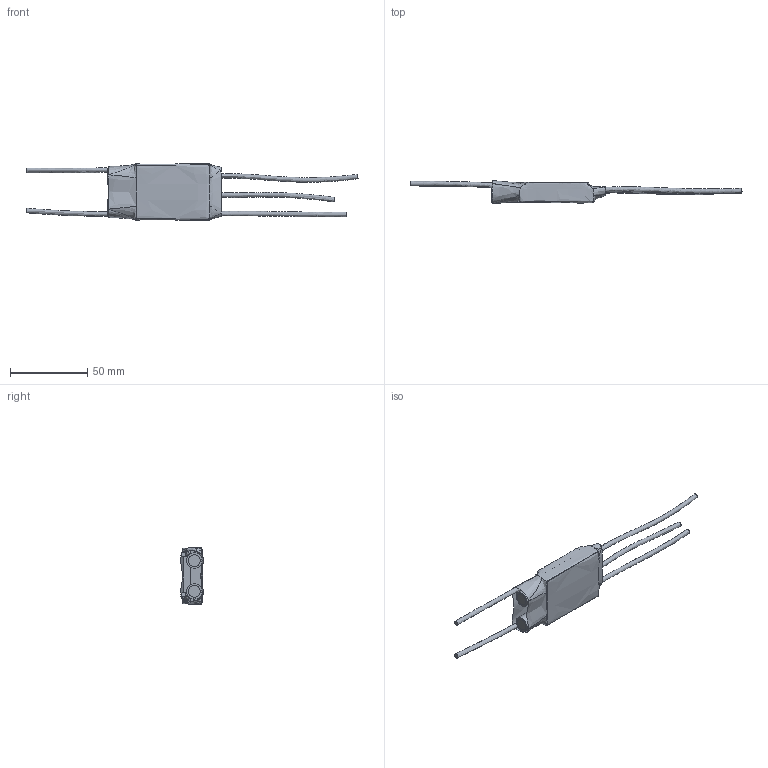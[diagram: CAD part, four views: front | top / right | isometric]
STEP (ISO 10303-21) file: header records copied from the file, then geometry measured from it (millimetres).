
FILE_DESCRIPTION(/* description */ (''),/* implementation_level */ '2;1');
FILE_NAME(/* name */ 'Hobbyking 60A ESC v16.step',/* time_stamp */ '2018-09-14T19:13:19+02:00',/* author */ ('hartvik'),/* organization */ (''),/* preprocessor_version */ 'ST-DEVELOPER v17.2',/* originating_system */ 'Autodesk Translation Framework v7.6.0.251',/* authorisation */ '');
FILE_SCHEMA (('AUTOMOTIVE_DESIGN { 1 0 10303 214 3 1 1 }'));
Length unit declared in the file: millimetre
Products named in the file (1): Hobbyking 60A ESC
Bounding box: 215.32 x 14.9 x 36.63 mm (x, y, z)
Volume: 24226.9 mm3; surface area: 20106.8 mm2
Topology: 9 solids, 10 shells, 72 faces, 145 edges, 91 vertices
Faces by surface type: plane 34, bspline 26, cylinder 12
Full cylindrical faces by diameter (mm): 7.636 x2, 10 x2
Entity records: 6775 total; most frequent: CARTESIAN_POINT 5415, ORIENTED_EDGE 282, DIRECTION 224, EDGE_CURVE 145, VERTEX_POINT 91, AXIS2_PLACEMENT_3D 90, FACE_OUTER_BOUND 72, EDGE_LOOP 72
